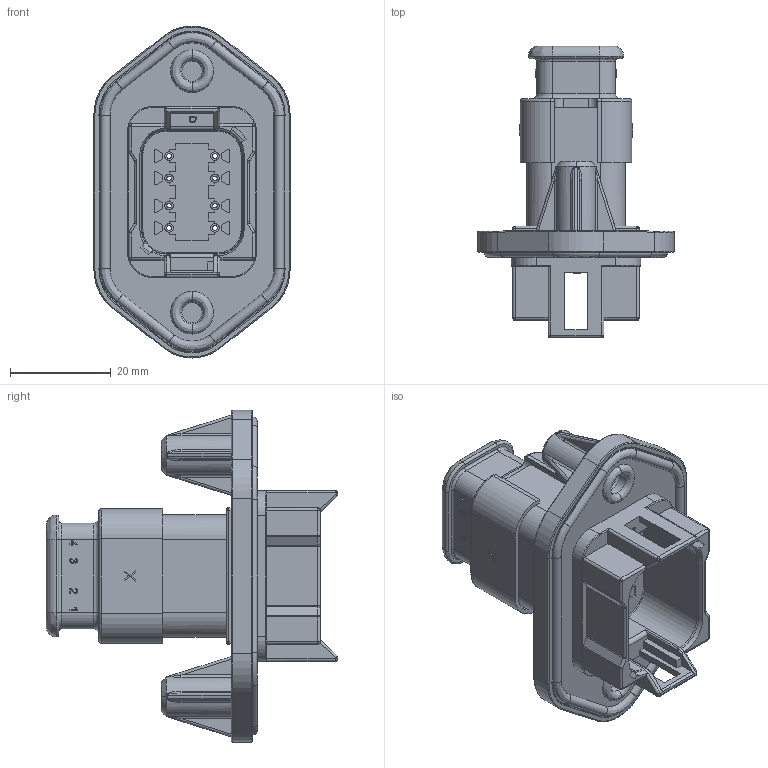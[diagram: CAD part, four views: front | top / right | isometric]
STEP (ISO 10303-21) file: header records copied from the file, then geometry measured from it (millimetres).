
FILE_DESCRIPTION (( 'STEP AP214' ), '1' );
FILE_NAME ('AT04-08PD-PM16-Customer-Model.STEP', '2018-03-28T17:20:42', ( '' ), ( '' ), 'SwSTEP 2.0', 'SolidWorks 2017', '' );
FILE_SCHEMA (( 'AUTOMOTIVE_DESIGN' ));
Products named in the file (1): AT04-08PD-PM16-Customer-Model
Bounding box: 39 x 58 x 66 mm (x, y, z)
Volume: 26713.4 mm3; surface area: 18454.2 mm2
Topology: 1 solids, 39 shells, 2355 faces, 6286 edges, 4063 vertices
Faces by surface type: plane 1524, bspline 435, cylinder 364, cone 32
Entity records: 82238 total; most frequent: CARTESIAN_POINT 26396, ORIENTED_EDGE 12502, DIRECTION 10063, EDGE_CURVE 6251, VECTOR 4415, LINE 4415, VERTEX_POINT 4063, AXIS2_PLACEMENT_3D 2824
